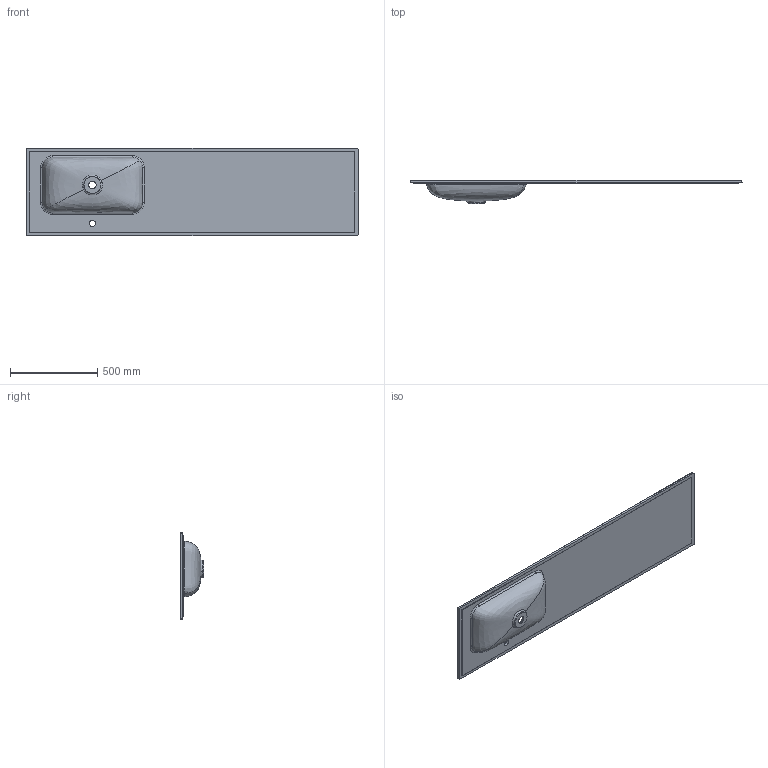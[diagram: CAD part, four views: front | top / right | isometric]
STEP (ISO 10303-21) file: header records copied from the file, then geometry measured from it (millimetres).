
FILE_DESCRIPTION (( 'STEP AP214' ), '1' );
FILE_NAME ('Della 1900L.STEP', '2024-01-24T14:04:23', ( '' ), ( '' ), 'SwSTEP 2.0', 'SolidWorks 2020', '' );
FILE_SCHEMA (( 'AUTOMOTIVE_DESIGN' ));
Length unit declared in the file: millimetre
Products named in the file (1): Della 1900L
Bounding box: 1900 x 134 x 500 mm (x, y, z)
Volume: 14931190.3 mm3; surface area: 2143166.1 mm2
Topology: 1 solids, 1 shells, 57 faces, 156 edges, 102 vertices
Faces by surface type: bspline 27, cylinder 12, plane 12, cone 6
Entity records: 31754 total; most frequent: CARTESIAN_POINT 30485, ORIENTED_EDGE 312, DIRECTION 186, EDGE_CURVE 156, VERTEX_POINT 102, AXIS2_PLACEMENT_3D 72, EDGE_LOOP 64, B_SPLINE_CURVE_WITH_KNOTS 59
